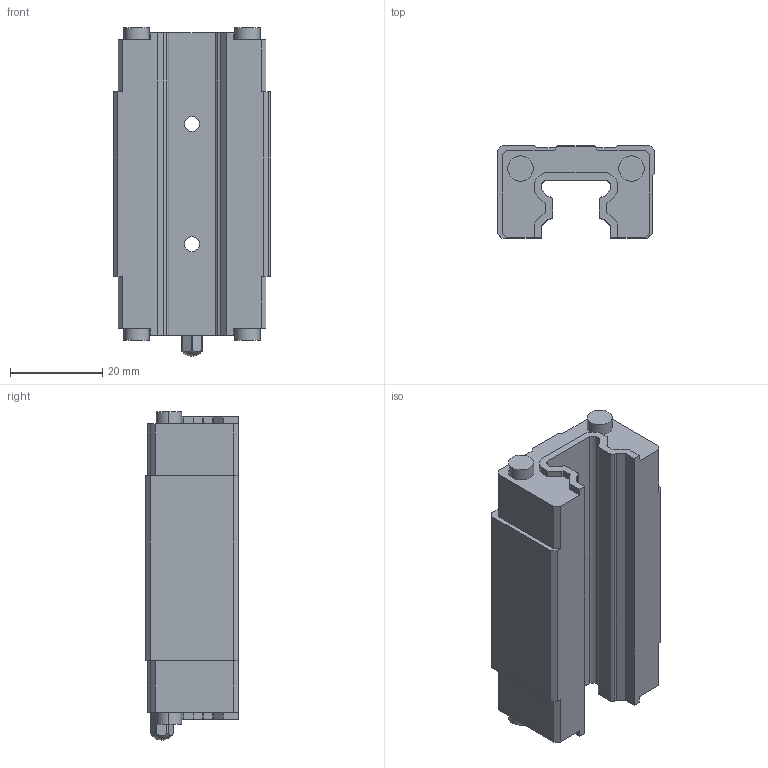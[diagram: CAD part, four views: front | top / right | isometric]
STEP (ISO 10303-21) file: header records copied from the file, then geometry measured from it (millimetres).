
FILE_DESCRIPTION (( 'STEP AP203' ), '1' );
FILE_NAME ('9215T1.step', '2011-11-30T22:09:17', ( 't2jrg' ), ( '' ), 'SwSTEP 2.0', 'SolidWorks 2009', '' );
FILE_SCHEMA (( 'CONFIG_CONTROL_DESIGN' ));
Length unit declared in the file: inch
Products named in the file (1): 9215T1
Bounding box: 34 x 20 x 71 mm (x, y, z)
Volume: 30668.6 mm3; surface area: 10247.5 mm2
Topology: 1 solids, 1 shells, 161 faces, 446 edges, 287 vertices
Faces by surface type: plane 103, cylinder 36, cone 20, sphere 2
Entity records: 5133 total; most frequent: CARTESIAN_POINT 887, ORIENTED_EDGE 876, DIRECTION 856, EDGE_CURVE 438, VECTOR 344, LINE 344, VERTEX_POINT 287, AXIS2_PLACEMENT_3D 256
